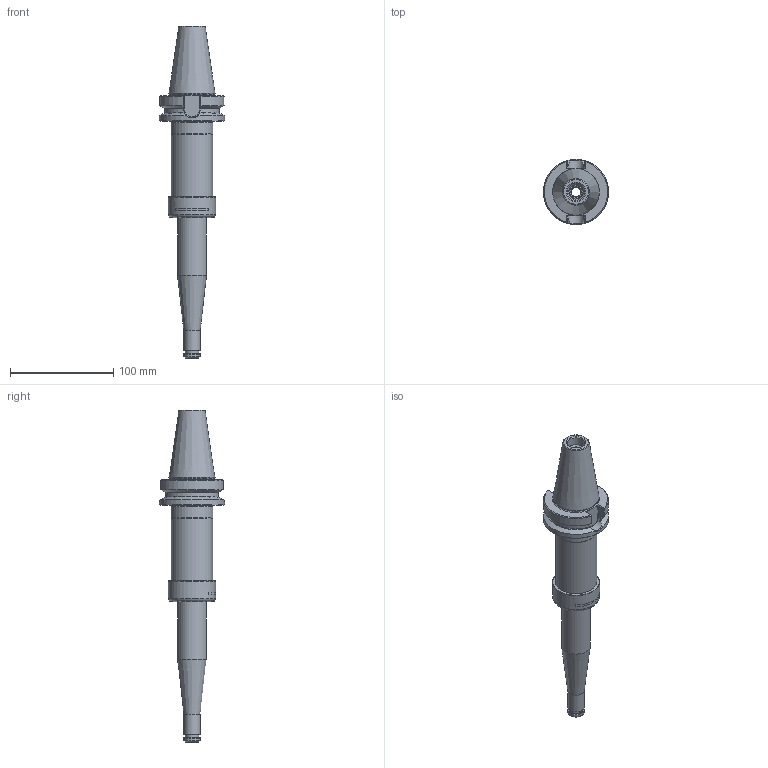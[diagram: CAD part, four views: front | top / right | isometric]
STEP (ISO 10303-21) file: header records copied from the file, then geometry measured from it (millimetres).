
FILE_DESCRIPTION(/* description */ (''),/* implementation_level */ '2;1');
FILE_NAME(/* name */ '884171090.stp',/* time_stamp */ '2023-03-15T12:04:09',/* author */ ('Ratnasingam Jekanthan'),/* organization */ ('REGO-FIX'),/* preprocessor_version */ ' Unknown',/* originating_system */ 'SIEMENS PLM Software Solid Edge ST10',/* authorization */ 'Unknown');
FILE_SCHEMA (('AUTOMOTIVE_DESIGN { 1 0 10303 214 2 1 1}'));
Length unit declared in the file: millimetre
Products named in the file (1): NOCUT
Bounding box: 63 x 63 x 321.4 mm (x, y, z)
Volume: 277578.3 mm3; surface area: 59234.3 mm2
Topology: 1 solids, 3 shells, 149 faces, 346 edges, 214 vertices
Faces by surface type: plane 52, cone 36, cylinder 34, torus 25, bspline 2
Full cylindrical faces by diameter (mm): 9 x1, 10 x2, 13 x1, 13.835 x2, 16 x2, 17 x1, 23.8 x1, 24.7 x1, 25 x1, 28 x1, 29 x1, 33 x1, 34 x1, 38.376 x1, 40 x1, 40.05 x1, 40.5 x1, 43.3 x1, 45.65 x1, 63 x1
Entity records: 4913 total; most frequent: CARTESIAN_POINT 837, DIRECTION 648, ORIENTED_EDGE 510, AXIS2_PLACEMENT_3D 288, EDGE_CURVE 255, EDGE_LOOP 238, FACE_BOUND 238, VERTEX_POINT 195
